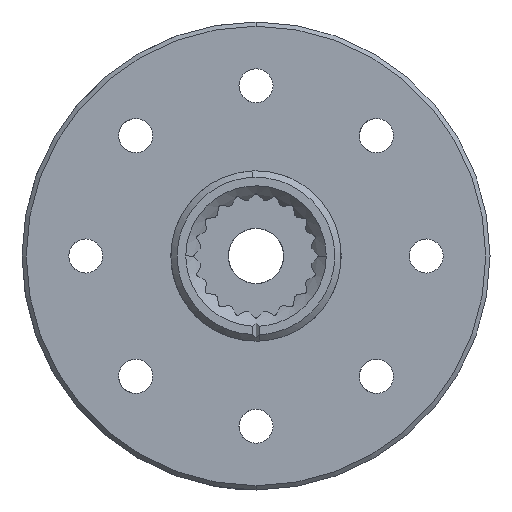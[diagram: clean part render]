
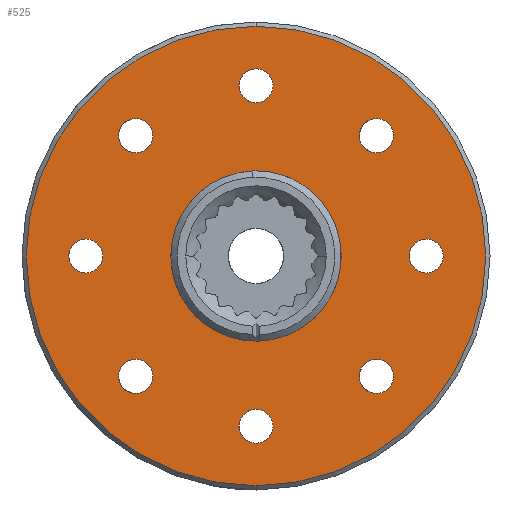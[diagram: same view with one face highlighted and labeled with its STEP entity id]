
A CAD part, front view. The second image highlights one B-rep face of the part: STEP entity #525.
In plain terms, the highlighted planar face has unit normal (0, -1, 0).
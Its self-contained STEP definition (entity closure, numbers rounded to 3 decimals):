
#142=CARTESIAN_POINT('Vertex',(0.,0.,4.)) ;
#146=CARTESIAN_POINT('Control Point',(0.,0.,-4.)) ;
#147=CARTESIAN_POINT('Control Point',(-0.628,0.,-4.)) ;
#148=CARTESIAN_POINT('Control Point',(-1.257,0.,-3.877)) ;
#149=CARTESIAN_POINT('Control Point',(-1.853,0.,-3.63)) ;
#150=CARTESIAN_POINT('Control Point',(-2.916,0.,-2.916)) ;
#151=CARTESIAN_POINT('Control Point',(-3.63,0.,-1.853)) ;
#152=CARTESIAN_POINT('Control Point',(-3.877,0.,-1.257)) ;
#153=CARTESIAN_POINT('Control Point',(-4.123,0.,0.)) ;
#154=CARTESIAN_POINT('Control Point',(-3.877,0.,1.257)) ;
#155=CARTESIAN_POINT('Control Point',(-3.63,0.,1.853)) ;
#156=CARTESIAN_POINT('Control Point',(-2.916,0.,2.916)) ;
#157=CARTESIAN_POINT('Control Point',(-1.853,0.,3.63)) ;
#158=CARTESIAN_POINT('Control Point',(-1.257,0.,3.877)) ;
#159=CARTESIAN_POINT('Control Point',(-0.628,0.,4.)) ;
#160=CARTESIAN_POINT('Control Point',(0.,0.,4.)) ;
#161=CARTESIAN_POINT('Vertex',(0.,0.,-4.)) ;
#341=CARTESIAN_POINT('Axis2P3D Location',(0.,0.,0.)) ;
#354=CARTESIAN_POINT('Axis2P3D Location',(0.,0.,0.)) ;
#359=CARTESIAN_POINT('Axis2P3D Location',(0.,0.,0.)) ;
#363=CARTESIAN_POINT('Vertex',(0.,0.,10.8)) ;
#365=CARTESIAN_POINT('Vertex',(0.,0.,-10.8)) ;
#368=CARTESIAN_POINT('Axis2P3D Location',(0.,0.,0.)) ;
#377=CARTESIAN_POINT('Axis2P3D Location',(0.,0.,-8.)) ;
#381=CARTESIAN_POINT('Vertex',(0.,0.,-7.2)) ;
#383=CARTESIAN_POINT('Vertex',(0.,0.,-8.8)) ;
#386=CARTESIAN_POINT('Axis2P3D Location',(0.,0.,-8.)) ;
#395=CARTESIAN_POINT('Axis2P3D Location',(5.657,0.,-5.657)) ;
#399=CARTESIAN_POINT('Vertex',(5.657,0.,-4.857)) ;
#401=CARTESIAN_POINT('Vertex',(5.657,0.,-6.457)) ;
#404=CARTESIAN_POINT('Axis2P3D Location',(5.657,0.,-5.657)) ;
#413=CARTESIAN_POINT('Axis2P3D Location',(8.,0.,0.)) ;
#417=CARTESIAN_POINT('Vertex',(8.,0.,0.8)) ;
#419=CARTESIAN_POINT('Vertex',(8.,0.,-0.8)) ;
#422=CARTESIAN_POINT('Axis2P3D Location',(8.,0.,0.)) ;
#431=CARTESIAN_POINT('Axis2P3D Location',(5.657,0.,5.657)) ;
#435=CARTESIAN_POINT('Vertex',(5.657,0.,6.457)) ;
#437=CARTESIAN_POINT('Vertex',(5.657,0.,4.857)) ;
#440=CARTESIAN_POINT('Axis2P3D Location',(5.657,0.,5.657)) ;
#449=CARTESIAN_POINT('Axis2P3D Location',(0.,0.,8.)) ;
#453=CARTESIAN_POINT('Vertex',(0.,0.,8.8)) ;
#455=CARTESIAN_POINT('Vertex',(0.,0.,7.2)) ;
#458=CARTESIAN_POINT('Axis2P3D Location',(0.,0.,8.)) ;
#467=CARTESIAN_POINT('Axis2P3D Location',(-5.657,0.,5.657)) ;
#471=CARTESIAN_POINT('Vertex',(-5.657,0.,6.457)) ;
#473=CARTESIAN_POINT('Vertex',(-5.657,0.,4.857)) ;
#476=CARTESIAN_POINT('Axis2P3D Location',(-5.657,0.,5.657)) ;
#485=CARTESIAN_POINT('Axis2P3D Location',(-8.,0.,0.)) ;
#489=CARTESIAN_POINT('Vertex',(-8.,0.,0.8)) ;
#491=CARTESIAN_POINT('Vertex',(-8.,0.,-0.8)) ;
#494=CARTESIAN_POINT('Axis2P3D Location',(-8.,0.,0.)) ;
#503=CARTESIAN_POINT('Axis2P3D Location',(-5.657,0.,-5.657)) ;
#507=CARTESIAN_POINT('Vertex',(-5.657,0.,-4.857)) ;
#509=CARTESIAN_POINT('Vertex',(-5.657,0.,-6.457)) ;
#512=CARTESIAN_POINT('Axis2P3D Location',(-5.657,0.,-5.657)) ;
#342=DIRECTION('Axis2P3D Direction',(0.,-1.,0.)) ;
#355=DIRECTION('Axis2P3D Direction',(0.,-1.,0.)) ;
#356=DIRECTION('Axis2P3D XDirection',(0.,-0.,-1.)) ;
#360=DIRECTION('Axis2P3D Direction',(0.,-1.,0.)) ;
#369=DIRECTION('Axis2P3D Direction',(0.,-1.,0.)) ;
#378=DIRECTION('Axis2P3D Direction',(0.,-1.,0.)) ;
#387=DIRECTION('Axis2P3D Direction',(0.,-1.,0.)) ;
#396=DIRECTION('Axis2P3D Direction',(0.,-1.,0.)) ;
#405=DIRECTION('Axis2P3D Direction',(0.,-1.,0.)) ;
#414=DIRECTION('Axis2P3D Direction',(0.,-1.,0.)) ;
#423=DIRECTION('Axis2P3D Direction',(0.,-1.,0.)) ;
#432=DIRECTION('Axis2P3D Direction',(0.,-1.,0.)) ;
#441=DIRECTION('Axis2P3D Direction',(0.,-1.,0.)) ;
#450=DIRECTION('Axis2P3D Direction',(0.,-1.,0.)) ;
#459=DIRECTION('Axis2P3D Direction',(0.,-1.,0.)) ;
#468=DIRECTION('Axis2P3D Direction',(0.,-1.,0.)) ;
#477=DIRECTION('Axis2P3D Direction',(0.,-1.,0.)) ;
#486=DIRECTION('Axis2P3D Direction',(0.,-1.,0.)) ;
#495=DIRECTION('Axis2P3D Direction',(0.,-1.,0.)) ;
#504=DIRECTION('Axis2P3D Direction',(0.,-1.,0.)) ;
#513=DIRECTION('Axis2P3D Direction',(0.,-1.,0.)) ;
#343=AXIS2_PLACEMENT_3D('Circle Axis2P3D',#341,#342,$) ;
#357=AXIS2_PLACEMENT_3D('Plane Axis2P3D',#354,#355,#356) ;
#361=AXIS2_PLACEMENT_3D('Circle Axis2P3D',#359,#360,$) ;
#370=AXIS2_PLACEMENT_3D('Circle Axis2P3D',#368,#369,$) ;
#379=AXIS2_PLACEMENT_3D('Circle Axis2P3D',#377,#378,$) ;
#388=AXIS2_PLACEMENT_3D('Circle Axis2P3D',#386,#387,$) ;
#397=AXIS2_PLACEMENT_3D('Circle Axis2P3D',#395,#396,$) ;
#406=AXIS2_PLACEMENT_3D('Circle Axis2P3D',#404,#405,$) ;
#415=AXIS2_PLACEMENT_3D('Circle Axis2P3D',#413,#414,$) ;
#424=AXIS2_PLACEMENT_3D('Circle Axis2P3D',#422,#423,$) ;
#433=AXIS2_PLACEMENT_3D('Circle Axis2P3D',#431,#432,$) ;
#442=AXIS2_PLACEMENT_3D('Circle Axis2P3D',#440,#441,$) ;
#451=AXIS2_PLACEMENT_3D('Circle Axis2P3D',#449,#450,$) ;
#460=AXIS2_PLACEMENT_3D('Circle Axis2P3D',#458,#459,$) ;
#469=AXIS2_PLACEMENT_3D('Circle Axis2P3D',#467,#468,$) ;
#478=AXIS2_PLACEMENT_3D('Circle Axis2P3D',#476,#477,$) ;
#487=AXIS2_PLACEMENT_3D('Circle Axis2P3D',#485,#486,$) ;
#496=AXIS2_PLACEMENT_3D('Circle Axis2P3D',#494,#495,$) ;
#505=AXIS2_PLACEMENT_3D('Circle Axis2P3D',#503,#504,$) ;
#514=AXIS2_PLACEMENT_3D('Circle Axis2P3D',#512,#513,$) ;
#374=ORIENTED_EDGE('',*,*,#367,.T.) ;
#375=ORIENTED_EDGE('',*,*,#372,.T.) ;
#392=ORIENTED_EDGE('',*,*,#385,.F.) ;
#393=ORIENTED_EDGE('',*,*,#390,.F.) ;
#410=ORIENTED_EDGE('',*,*,#403,.F.) ;
#411=ORIENTED_EDGE('',*,*,#408,.F.) ;
#428=ORIENTED_EDGE('',*,*,#421,.F.) ;
#429=ORIENTED_EDGE('',*,*,#426,.F.) ;
#446=ORIENTED_EDGE('',*,*,#439,.F.) ;
#447=ORIENTED_EDGE('',*,*,#444,.F.) ;
#464=ORIENTED_EDGE('',*,*,#457,.F.) ;
#465=ORIENTED_EDGE('',*,*,#462,.F.) ;
#482=ORIENTED_EDGE('',*,*,#475,.F.) ;
#483=ORIENTED_EDGE('',*,*,#480,.F.) ;
#500=ORIENTED_EDGE('',*,*,#493,.F.) ;
#501=ORIENTED_EDGE('',*,*,#498,.F.) ;
#518=ORIENTED_EDGE('',*,*,#511,.F.) ;
#519=ORIENTED_EDGE('',*,*,#516,.F.) ;
#522=ORIENTED_EDGE('',*,*,#163,.T.) ;
#523=ORIENTED_EDGE('',*,*,#345,.T.) ;
#394=FACE_BOUND('',#391,.T.) ;
#412=FACE_BOUND('',#409,.T.) ;
#430=FACE_BOUND('',#427,.T.) ;
#448=FACE_BOUND('',#445,.T.) ;
#466=FACE_BOUND('',#463,.T.) ;
#484=FACE_BOUND('',#481,.T.) ;
#502=FACE_BOUND('',#499,.T.) ;
#520=FACE_BOUND('',#517,.T.) ;
#524=FACE_BOUND('',#521,.T.) ;
#525=ADVANCED_FACE('Fillet1',(#376,#394,#412,#430,#448,#466,#484,#502,#520,#524),#358,.T.) ;
#145=B_SPLINE_CURVE_WITH_KNOTS('',5,(#146,#147,#148,#149,#150,#151,#152,#153,#154,#155,#156,#157,#158,#159,#160),.UNSPECIFIED.,.F.,.U.,(6,3,3,3,6),(-6.283,-3.142,0.,3.142,6.283),.UNSPECIFIED.) ;
#344=CIRCLE('generated circle',#343,4.) ;
#362=CIRCLE('generated circle',#361,10.8) ;
#371=CIRCLE('generated circle',#370,10.8) ;
#380=CIRCLE('generated circle',#379,0.8) ;
#389=CIRCLE('generated circle',#388,0.8) ;
#398=CIRCLE('generated circle',#397,0.8) ;
#407=CIRCLE('generated circle',#406,0.8) ;
#416=CIRCLE('generated circle',#415,0.8) ;
#425=CIRCLE('generated circle',#424,0.8) ;
#434=CIRCLE('generated circle',#433,0.8) ;
#443=CIRCLE('generated circle',#442,0.8) ;
#452=CIRCLE('generated circle',#451,0.8) ;
#461=CIRCLE('generated circle',#460,0.8) ;
#470=CIRCLE('generated circle',#469,0.8) ;
#479=CIRCLE('generated circle',#478,0.8) ;
#488=CIRCLE('generated circle',#487,0.8) ;
#497=CIRCLE('generated circle',#496,0.8) ;
#506=CIRCLE('generated circle',#505,0.8) ;
#515=CIRCLE('generated circle',#514,0.8) ;
#163=EDGE_CURVE('',#162,#143,#145,.T.) ;
#345=EDGE_CURVE('',#143,#162,#344,.F.) ;
#367=EDGE_CURVE('',#364,#366,#362,.T.) ;
#372=EDGE_CURVE('',#366,#364,#371,.T.) ;
#385=EDGE_CURVE('',#382,#384,#380,.T.) ;
#390=EDGE_CURVE('',#384,#382,#389,.T.) ;
#403=EDGE_CURVE('',#400,#402,#398,.T.) ;
#408=EDGE_CURVE('',#402,#400,#407,.T.) ;
#421=EDGE_CURVE('',#418,#420,#416,.T.) ;
#426=EDGE_CURVE('',#420,#418,#425,.T.) ;
#439=EDGE_CURVE('',#436,#438,#434,.T.) ;
#444=EDGE_CURVE('',#438,#436,#443,.T.) ;
#457=EDGE_CURVE('',#454,#456,#452,.T.) ;
#462=EDGE_CURVE('',#456,#454,#461,.T.) ;
#475=EDGE_CURVE('',#472,#474,#470,.T.) ;
#480=EDGE_CURVE('',#474,#472,#479,.T.) ;
#493=EDGE_CURVE('',#490,#492,#488,.T.) ;
#498=EDGE_CURVE('',#492,#490,#497,.T.) ;
#511=EDGE_CURVE('',#508,#510,#506,.T.) ;
#516=EDGE_CURVE('',#510,#508,#515,.T.) ;
#373=EDGE_LOOP('',(#374,#375)) ;
#391=EDGE_LOOP('',(#392,#393)) ;
#409=EDGE_LOOP('',(#410,#411)) ;
#427=EDGE_LOOP('',(#428,#429)) ;
#445=EDGE_LOOP('',(#446,#447)) ;
#463=EDGE_LOOP('',(#464,#465)) ;
#481=EDGE_LOOP('',(#482,#483)) ;
#499=EDGE_LOOP('',(#500,#501)) ;
#517=EDGE_LOOP('',(#518,#519)) ;
#521=EDGE_LOOP('',(#522,#523)) ;
#376=FACE_OUTER_BOUND('',#373,.T.) ;
#358=PLANE('Plane',#357) ;
#143=VERTEX_POINT('',#142) ;
#162=VERTEX_POINT('',#161) ;
#364=VERTEX_POINT('',#363) ;
#366=VERTEX_POINT('',#365) ;
#382=VERTEX_POINT('',#381) ;
#384=VERTEX_POINT('',#383) ;
#400=VERTEX_POINT('',#399) ;
#402=VERTEX_POINT('',#401) ;
#418=VERTEX_POINT('',#417) ;
#420=VERTEX_POINT('',#419) ;
#436=VERTEX_POINT('',#435) ;
#438=VERTEX_POINT('',#437) ;
#454=VERTEX_POINT('',#453) ;
#456=VERTEX_POINT('',#455) ;
#472=VERTEX_POINT('',#471) ;
#474=VERTEX_POINT('',#473) ;
#490=VERTEX_POINT('',#489) ;
#492=VERTEX_POINT('',#491) ;
#508=VERTEX_POINT('',#507) ;
#510=VERTEX_POINT('',#509) ;
